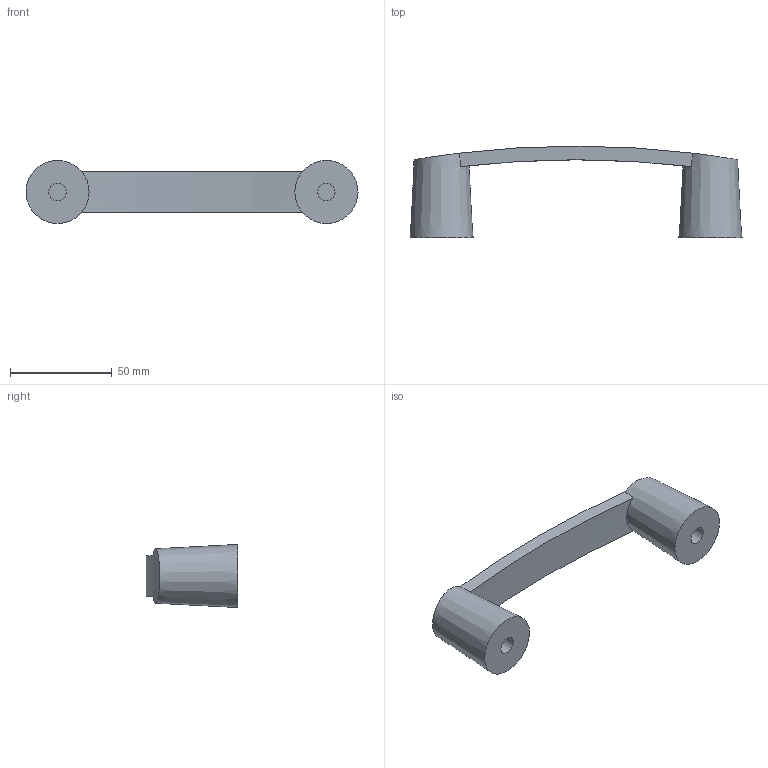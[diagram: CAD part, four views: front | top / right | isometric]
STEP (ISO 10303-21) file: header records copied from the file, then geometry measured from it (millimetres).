
FILE_DESCRIPTION( ( 'STEP AP214' ), '1' );
FILE_NAME( 'K0189.213208.stp', '2020-11-26T11:36:18', ( '' ), ( '' ), ' ', 'PARTsolutions', ' ' );
FILE_SCHEMA( ( 'AUTOMOTIVE_DESIGN { 1 0 10303 214 1 1 1 1 }' ) );
Length unit declared in the file: millimetre
Products named in the file (1): _K0189.213208
Bounding box: 162.97 x 44.99 x 31 mm (x, y, z)
Volume: 60158.3 mm3; surface area: 18151 mm2
Topology: 1 solids, 1 shells, 18 faces, 36 edges, 24 vertices
Faces by surface type: plane 10, cylinder 6, cone 2
Full cylindrical faces by diameter (mm): 8.5 x2, 13.5 x2
Entity records: 786 total; most frequent: CARTESIAN_POINT 287, DIRECTION 72, ORIENTED_EDGE 56, AXIS2_PLACEMENT_3D 35, EDGE_LOOP 28, EDGE_CURVE 28, FACE_OUTER_BOUND 22, VERTEX_POINT 22
